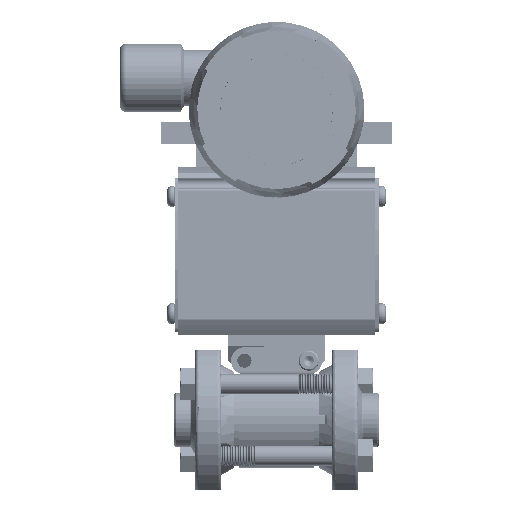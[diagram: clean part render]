
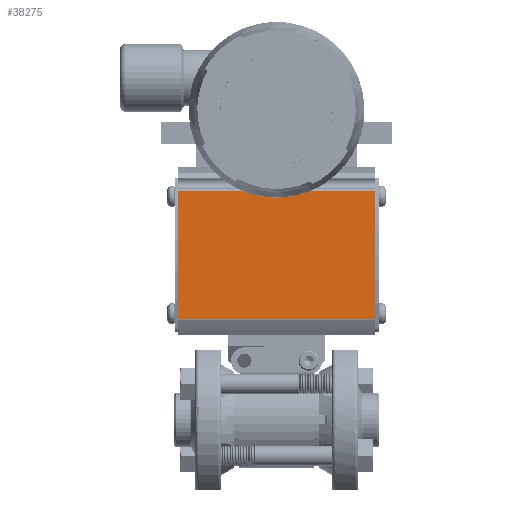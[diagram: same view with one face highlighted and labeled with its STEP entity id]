
A CAD part, top view. The second image highlights one B-rep face of the part: STEP entity #38275.
In plain terms, the highlighted planar face has unit normal (0, 0, 1).
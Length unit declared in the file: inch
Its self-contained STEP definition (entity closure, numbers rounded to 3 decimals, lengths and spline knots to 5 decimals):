
#1120 = DIRECTION ( 'NONE',  ( 0., 0., -1. ) ) ;
#3737 = DIRECTION ( 'NONE',  ( 0., -1., 0. ) ) ;
#8818 = VERTEX_POINT ( 'NONE', #103143 ) ;
#15772 = LINE ( 'NONE', #40389, #81333 ) ;
#19169 = ORIENTED_EDGE ( 'NONE', *, *, #79019, .F. ) ;
#21921 = VECTOR ( 'NONE', #80714, 39.37008 ) ;
#38275 = ADVANCED_FACE ( 'NONE', ( #115939 ), #120796, .F. ) ;
#39780 = CARTESIAN_POINT ( 'NONE',  ( -1.5275, 3.5694, 1.17 ) ) ;
#40389 = CARTESIAN_POINT ( 'NONE',  ( 1.5275, 3.5694, 1.17 ) ) ;
#43637 = CARTESIAN_POINT ( 'NONE',  ( -5.04033, 1.56787, 1.17 ) ) ;
#54170 = VERTEX_POINT ( 'NONE', #126670 ) ;
#68819 = VECTOR ( 'NONE', #130542, 39.37008 ) ;
#72708 = LINE ( 'NONE', #43637, #68819 ) ;
#73983 = VERTEX_POINT ( 'NONE', #150678 ) ;
#74945 = CARTESIAN_POINT ( 'NONE',  ( -5.04033, 3.5694, 1.17 ) ) ;
#76913 = EDGE_LOOP ( 'NONE', ( #142582, #88540, #19169, #144915 ) ) ;
#79019 = EDGE_CURVE ( 'NONE', #8818, #73983, #103959, .T. ) ;
#80714 = DIRECTION ( 'NONE',  ( -1., 0., 0. ) ) ;
#81333 = VECTOR ( 'NONE', #3737, 39.37008 ) ;
#82008 = CARTESIAN_POINT ( 'NONE',  ( 1.5275, 1.56787, 1.17 ) ) ;
#87398 = DIRECTION ( 'NONE',  ( 0., -1., 0. ) ) ;
#87611 = LINE ( 'NONE', #117961, #21921 ) ;
#88540 = ORIENTED_EDGE ( 'NONE', *, *, #156922, .T. ) ;
#92079 = EDGE_CURVE ( 'NONE', #54170, #96910, #15772, .T. ) ;
#94717 = AXIS2_PLACEMENT_3D ( 'NONE', #74945, #1120, #87398 ) ;
#96910 = VERTEX_POINT ( 'NONE', #82008 ) ;
#103143 = CARTESIAN_POINT ( 'NONE',  ( -1.5275, 1.56787, 1.17 ) ) ;
#103959 = LINE ( 'NONE', #39780, #115536 ) ;
#113734 = DIRECTION ( 'NONE',  ( 0., 1., 0. ) ) ;
#115536 = VECTOR ( 'NONE', #113734, 39.37008 ) ;
#115939 = FACE_OUTER_BOUND ( 'NONE', #76913, .T. ) ;
#117961 = CARTESIAN_POINT ( 'NONE',  ( -5.04033, 3.56213, 1.17 ) ) ;
#120796 = PLANE ( 'NONE',  #94717 ) ;
#126670 = CARTESIAN_POINT ( 'NONE',  ( 1.5275, 3.56213, 1.17 ) ) ;
#130542 = DIRECTION ( 'NONE',  ( 1., 0., 0. ) ) ;
#142582 = ORIENTED_EDGE ( 'NONE', *, *, #92079, .F. ) ;
#144915 = ORIENTED_EDGE ( 'NONE', *, *, #145395, .T. ) ;
#145395 = EDGE_CURVE ( 'NONE', #8818, #96910, #72708, .T. ) ;
#150678 = CARTESIAN_POINT ( 'NONE',  ( -1.5275, 3.56213, 1.17 ) ) ;
#156922 = EDGE_CURVE ( 'NONE', #54170, #73983, #87611, .T. ) ;
